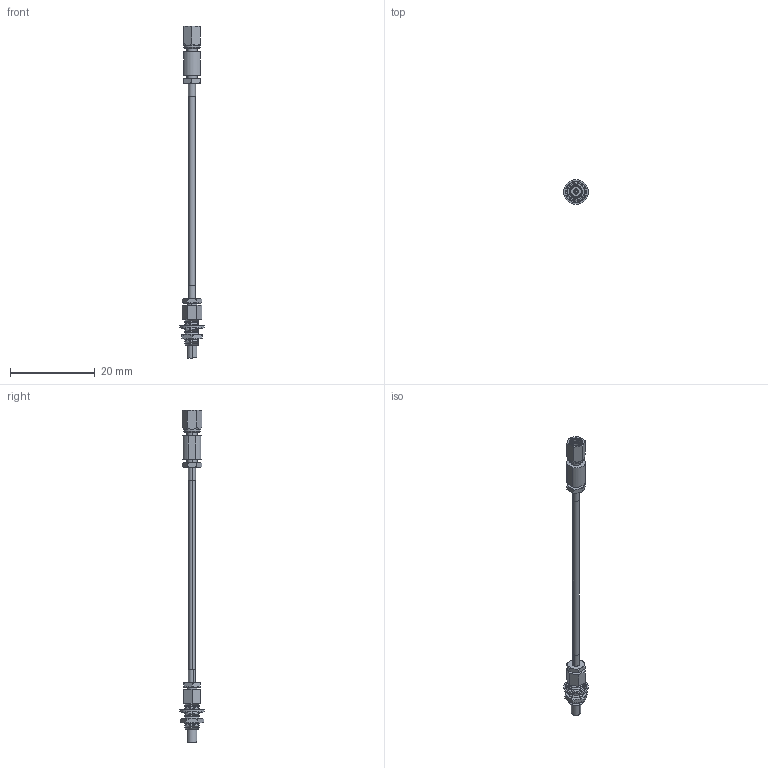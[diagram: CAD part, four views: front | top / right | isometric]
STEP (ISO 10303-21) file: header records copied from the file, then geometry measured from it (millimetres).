
FILE_DESCRIPTION (( 'STEP AP214' ), '1' );
FILE_NAME ('FMCA9985_3D.step', '2024-01-19T19:35:46', ( '' ), ( '' ), 'SwSTEP 2.0', 'SolidWorks 2022', '' );
FILE_SCHEMA (( 'AUTOMOTIVE_DESIGN' ));
Length unit declared in the file: inch
Products named in the file (9): Copy of PE45371-MA4^Copy of PE45371_EDITED_FMCA9985; Copy (2) of Heatshrink_047_thin_240177^FMCA9985; FMCA9985_3D; Copy of Heatshrink_047_thin_240177^FMCA9985; Copy of PE45371-MA1^Copy of PE45371_EDITED_FMCA9985_默认; Copy of PE45366^FMCA9985_默认; Copy of PE45371_EDITED^FMCA9985_默认; Copy of PE-P047 Cable New^FMCA9985; Copy of PE45371-MA5^Copy of PE45371_EDITED_FMCA9985_默认
Assembly tree (8 placements, depth 3):
  FMCA9985_3D
    Copy of PE-P047 Cable New^FMCA9985
    Copy of PE45371_EDITED^FMCA9985_默认
      Copy of PE45371-MA1^Copy of PE45371_EDITED_FMCA9985_默认
      Copy of PE45371-MA5^Copy of PE45371_EDITED_FMCA9985_默认
      Copy of PE45371-MA4^Copy of PE45371_EDITED_FMCA9985
    Copy (2) of Heatshrink_047_thin_240177^FMCA9985
    Copy of PE45366^FMCA9985_默认
    Copy of Heatshrink_047_thin_240177^FMCA9985
Bounding box: 5.8 x 5.8 x 78.28 mm (x, y, z)
Volume: 357 mm3; surface area: 995.9 mm2
Topology: 7 solids, 7 shells, 387 faces, 932 edges, 574 vertices
Faces by surface type: plane 174, cone 119, cylinder 89, bspline 3, sphere 2
Entity records: 12446 total; most frequent: CARTESIAN_POINT 3146, ORIENTED_EDGE 1856, DIRECTION 1814, EDGE_CURVE 928, AXIS2_PLACEMENT_3D 662, VERTEX_POINT 572, VECTOR 490, LINE 490
